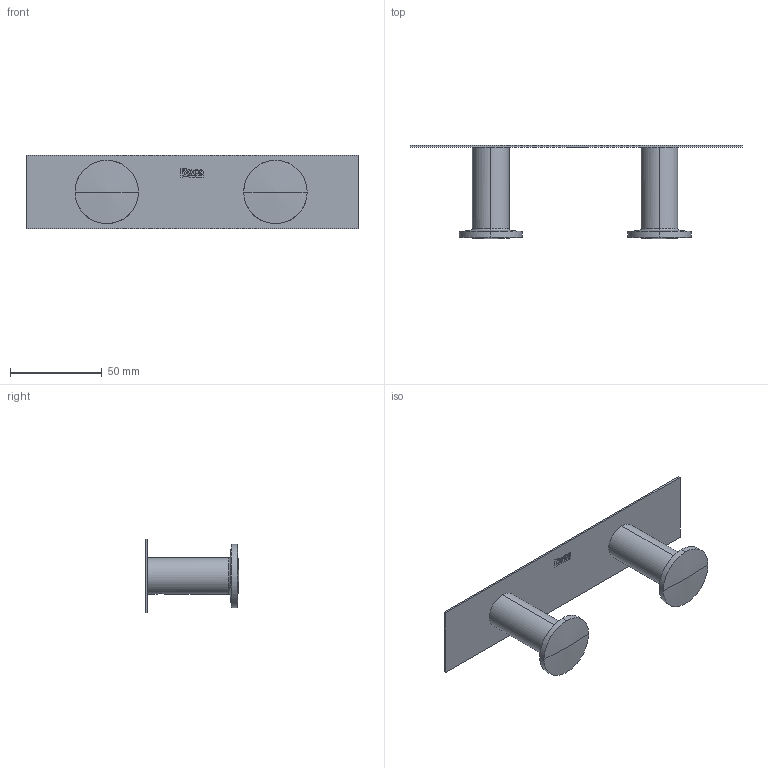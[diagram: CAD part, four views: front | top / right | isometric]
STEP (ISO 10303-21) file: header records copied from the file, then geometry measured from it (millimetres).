
FILE_DESCRIPTION(/* description */ (''),/* implementation_level */ '2;1');
FILE_NAME(/* name */ 'STEP - A817835..R_15042',/* time_stamp */ '2024-10-24T11:47:15+11:00',/* author */ (''),/* organization */ (''),/* preprocessor_version */ 'ST-DEVELOPER v16.5',/* originating_system */ 'Rhino 7.37',/* authorisation */ '');
FILE_SCHEMA (('CONFIG_CONTROL_DESIGN'));
Length unit declared in the file: millimetre
Products named in the file (1): Document
Bounding box: 181 x 51 x 40 mm (x, y, z)
Surface area: 27388.1 mm2 (no closed solid volume)
Topology: 0 solids, 11 shells, 114 faces, 390 edges, 284 vertices
Faces by surface type: cylinder 55, plane 32, bspline 27
Entity records: 5099 total; most frequent: CARTESIAN_POINT 2827, ORIENTED_EDGE 602, EDGE_CURVE 390, VERTEX_POINT 284, B_SPLINE_CURVE_WITH_KNOTS 248, EDGE_LOOP 127, ADVANCED_FACE 114, FACE_OUTER_BOUND 114
